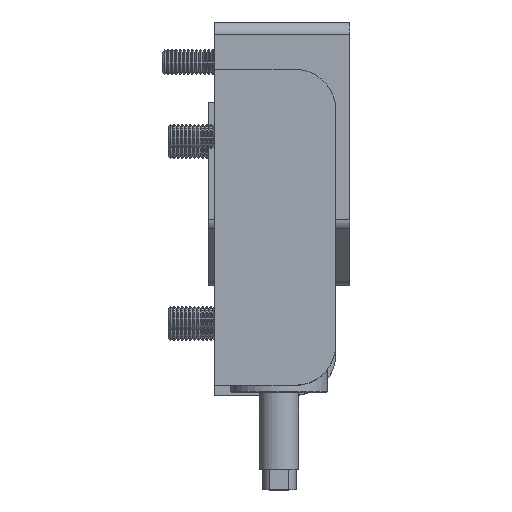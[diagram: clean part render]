
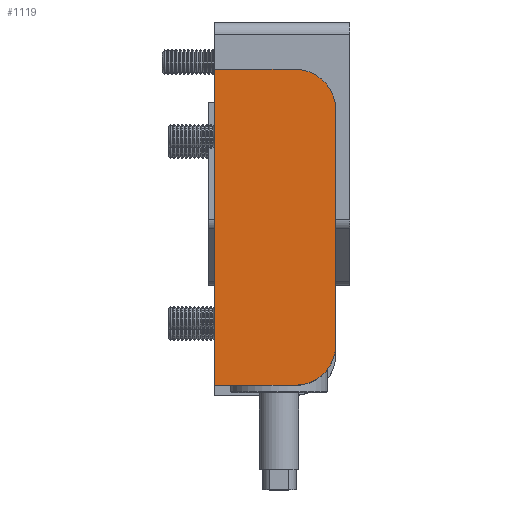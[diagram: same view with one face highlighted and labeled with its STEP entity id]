
A CAD part, top view. The second image highlights one B-rep face of the part: STEP entity #1119.
In plain terms, the highlighted planar face has unit normal (0, 0, 1).
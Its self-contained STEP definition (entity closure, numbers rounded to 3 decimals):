
#24 = LINE ( 'NONE', #3950, #5420 ) ;
#153 = ORIENTED_EDGE ( 'NONE', *, *, #2186, .T. ) ;
#170 = CARTESIAN_POINT ( 'NONE',  ( -39., -15., 35. ) ) ;
#1111 = CIRCLE ( 'NONE', #7083, 10. ) ;
#1119 = ADVANCED_FACE ( 'NONE', ( #2941 ), #10097, .F. ) ;
#1200 = CARTESIAN_POINT ( 'NONE',  ( 39., -15., 35. ) ) ;
#1345 = CARTESIAN_POINT ( 'NONE',  ( 0., 0., 35. ) ) ;
#1407 = DIRECTION ( 'NONE',  ( -1., 0., 0. ) ) ;
#1935 = DIRECTION ( 'NONE',  ( 1., 0., 0. ) ) ;
#2016 = DIRECTION ( 'NONE',  ( 0., 0., -1. ) ) ;
#2114 = DIRECTION ( 'NONE',  ( -1., 0., 0. ) ) ;
#2186 = EDGE_CURVE ( 'NONE', #5396, #3519, #2895, .T. ) ;
#2226 = DIRECTION ( 'NONE',  ( 0., -1., 0. ) ) ;
#2228 = EDGE_CURVE ( 'NONE', #10192, #2497, #24, .T. ) ;
#2306 = EDGE_LOOP ( 'NONE', ( #9307, #4994, #6810, #2533, #153, #7830 ) ) ;
#2497 = VERTEX_POINT ( 'NONE', #170 ) ;
#2533 = ORIENTED_EDGE ( 'NONE', *, *, #10059, .T. ) ;
#2738 = CARTESIAN_POINT ( 'NONE',  ( 29., 15., 35. ) ) ;
#2748 = VECTOR ( 'NONE', #1935, 1000. ) ;
#2859 = CARTESIAN_POINT ( 'NONE',  ( 29., 5., 35. ) ) ;
#2895 = LINE ( 'NONE', #1200, #6924 ) ;
#2941 = FACE_OUTER_BOUND ( 'NONE', #2306, .T. ) ;
#3010 = CARTESIAN_POINT ( 'NONE',  ( -29., 5., 35. ) ) ;
#3099 = AXIS2_PLACEMENT_3D ( 'NONE', #3010, #8597, #1407 ) ;
#3367 = CARTESIAN_POINT ( 'NONE',  ( 39., 5., 35. ) ) ;
#3488 = CARTESIAN_POINT ( 'NONE',  ( -39., -15., 35. ) ) ;
#3519 = VERTEX_POINT ( 'NONE', #3367 ) ;
#3644 = DIRECTION ( 'NONE',  ( -1., 0., 0. ) ) ;
#3751 = CIRCLE ( 'NONE', #3099, 10. ) ;
#3950 = CARTESIAN_POINT ( 'NONE',  ( -39., -15., 35. ) ) ;
#4148 = VECTOR ( 'NONE', #7047, 1000. ) ;
#4323 = VERTEX_POINT ( 'NONE', #7060 ) ;
#4896 = VERTEX_POINT ( 'NONE', #2738 ) ;
#4994 = ORIENTED_EDGE ( 'NONE', *, *, #7187, .T. ) ;
#5396 = VERTEX_POINT ( 'NONE', #7670 ) ;
#5420 = VECTOR ( 'NONE', #2226, 1000. ) ;
#5442 = EDGE_CURVE ( 'NONE', #4896, #4323, #6990, .T. ) ;
#5822 = DIRECTION ( 'NONE',  ( 0., 0., 1. ) ) ;
#6037 = LINE ( 'NONE', #3488, #2748 ) ;
#6810 = ORIENTED_EDGE ( 'NONE', *, *, #2228, .T. ) ;
#6924 = VECTOR ( 'NONE', #6959, 1000. ) ;
#6959 = DIRECTION ( 'NONE',  ( 0., 1., 0. ) ) ;
#6990 = LINE ( 'NONE', #7889, #4148 ) ;
#7039 = AXIS2_PLACEMENT_3D ( 'NONE', #1345, #2016, #2114 ) ;
#7047 = DIRECTION ( 'NONE',  ( -1., 0., 0. ) ) ;
#7060 = CARTESIAN_POINT ( 'NONE',  ( -29., 15., 35. ) ) ;
#7083 = AXIS2_PLACEMENT_3D ( 'NONE', #2859, #5822, #3644 ) ;
#7187 = EDGE_CURVE ( 'NONE', #4323, #10192, #3751, .T. ) ;
#7670 = CARTESIAN_POINT ( 'NONE',  ( 39., -15., 35. ) ) ;
#7830 = ORIENTED_EDGE ( 'NONE', *, *, #10024, .T. ) ;
#7889 = CARTESIAN_POINT ( 'NONE',  ( -39., 15., 35. ) ) ;
#8597 = DIRECTION ( 'NONE',  ( 0., 0., 1. ) ) ;
#9307 = ORIENTED_EDGE ( 'NONE', *, *, #5442, .T. ) ;
#10024 = EDGE_CURVE ( 'NONE', #3519, #4896, #1111, .T. ) ;
#10059 = EDGE_CURVE ( 'NONE', #2497, #5396, #6037, .T. ) ;
#10097 = PLANE ( 'NONE',  #7039 ) ;
#10120 = CARTESIAN_POINT ( 'NONE',  ( -39., 5., 35. ) ) ;
#10192 = VERTEX_POINT ( 'NONE', #10120 ) ;
